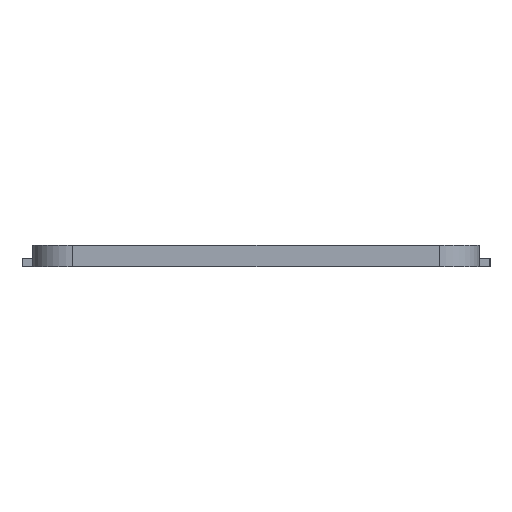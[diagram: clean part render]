
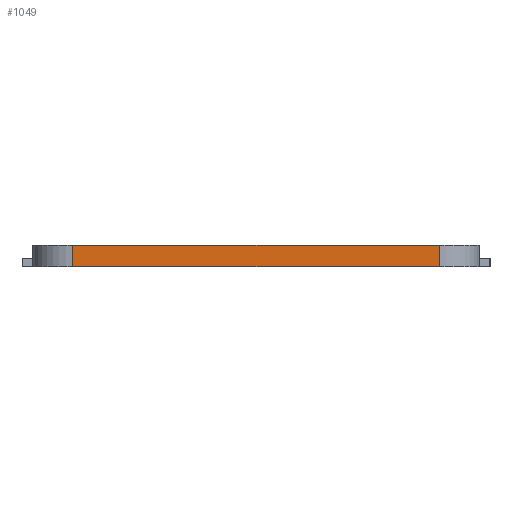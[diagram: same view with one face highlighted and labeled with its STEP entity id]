
A CAD part, left-side view. The second image highlights one B-rep face of the part: STEP entity #1049.
In plain terms, the highlighted planar face has unit normal (-1, 0, 0).
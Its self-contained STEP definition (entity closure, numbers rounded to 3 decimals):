
#18=DIRECTION('',(0.,-1.,0.));
#19=VECTOR('',#18,34.634);
#20=CARTESIAN_POINT('',(-0.607,-2.353,14.));
#21=LINE('',#20,#19);
#262=DIRECTION('',(0.,-1.,0.));
#263=VECTOR('',#262,34.634);
#264=CARTESIAN_POINT('',(-0.607,-2.353,
16.));
#265=LINE('',#264,#263);
#381=DIRECTION('',(0.,0.,1.));
#382=VECTOR('',#381,2.);
#383=CARTESIAN_POINT('',(-0.607,-36.987,
14.));
#384=LINE('',#383,#382);
#385=DIRECTION('',(0.,0.,1.));
#386=VECTOR('',#385,2.);
#387=CARTESIAN_POINT('',(-0.607,-2.353,
14.));
#388=LINE('',#387,#386);
#500=CARTESIAN_POINT('',(-0.607,-2.353,
14.));
#502=VERTEX_POINT('',#500);
#503=CARTESIAN_POINT('',(-0.607,-36.987,
14.));
#504=VERTEX_POINT('',#503);
#512=CARTESIAN_POINT('',(-0.607,-2.353,
16.));
#514=VERTEX_POINT('',#512);
#515=CARTESIAN_POINT('',(-0.607,-36.987,
16.));
#516=VERTEX_POINT('',#515);
#1037=CARTESIAN_POINT('',(-0.607,-2.353,
14.));
#1038=DIRECTION('',(-1.,0.,0.));
#1039=DIRECTION('',(0.,-1.,0.));
#1040=AXIS2_PLACEMENT_3D('',#1037,#1038,#1039);
#1041=PLANE('',#1040);
#1042=ORIENTED_EDGE('',*,*,#666,.F.);
#1044=ORIENTED_EDGE('',*,*,#1043,.T.);
#1045=ORIENTED_EDGE('',*,*,#922,.T.);
#1046=ORIENTED_EDGE('',*,*,#1030,.F.);
#1047=EDGE_LOOP('',(#1042,#1044,#1045,#1046));
#1048=FACE_OUTER_BOUND('',#1047,.F.);
#1049=ADVANCED_FACE('',(#1048),#1041,.T.);
#666=EDGE_CURVE('',#502,#504,#21,.T.);
#922=EDGE_CURVE('',#514,#516,#265,.T.);
#1030=EDGE_CURVE('',#504,#516,#384,.T.);
#1043=EDGE_CURVE('',#502,#514,#388,.T.);
